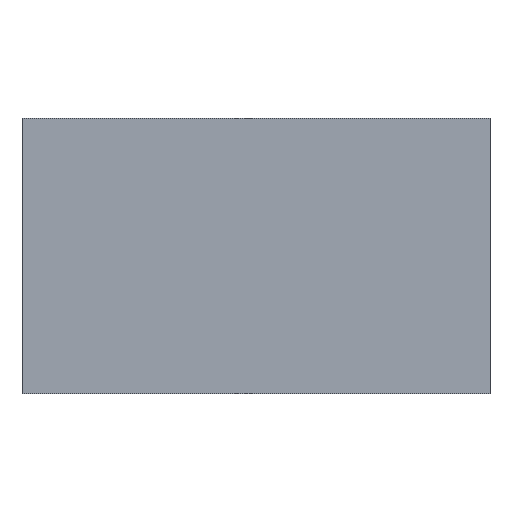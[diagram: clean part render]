
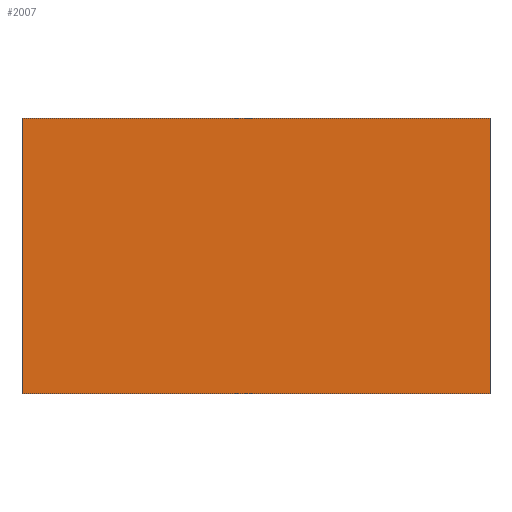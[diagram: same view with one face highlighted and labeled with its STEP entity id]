
A CAD part, top view. The second image highlights one B-rep face of the part: STEP entity #2007.
In plain terms, the highlighted planar face has unit normal (0, 0, 1).
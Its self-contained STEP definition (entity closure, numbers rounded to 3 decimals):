
#61 = VERTEX_POINT ( 'NONE', #3309 ) ;
#66 = VERTEX_POINT ( 'NONE', #389 ) ;
#118 = LINE ( 'NONE', #3555, #1015 ) ;
#296 = ORIENTED_EDGE ( 'NONE', *, *, #4680, .F. ) ;
#332 = DIRECTION ( 'NONE',  ( 0., 0., -1. ) ) ;
#389 = CARTESIAN_POINT ( 'NONE',  ( 0., 0., 0. ) ) ;
#633 = CARTESIAN_POINT ( 'NONE',  ( 0., 0., 0. ) ) ;
#659 = CARTESIAN_POINT ( 'NONE',  ( 0., 130., 0. ) ) ;
#829 = VERTEX_POINT ( 'NONE', #3835 ) ;
#1015 = VECTOR ( 'NONE', #4732, 1000. ) ;
#1171 = ORIENTED_EDGE ( 'NONE', *, *, #3008, .T. ) ;
#1542 = FACE_OUTER_BOUND ( 'NONE', #5101, .T. ) ;
#1598 = DIRECTION ( 'NONE',  ( 1., 0., 0. ) ) ;
#1894 = DIRECTION ( 'NONE',  ( -1., 0., 0. ) ) ;
#1900 = VECTOR ( 'NONE', #1598, 1000. ) ;
#2007 = ADVANCED_FACE ( 'NONE', ( #1542 ), #2768, .F. ) ;
#2053 = VECTOR ( 'NONE', #3068, 1000. ) ;
#2469 = ORIENTED_EDGE ( 'NONE', *, *, #3071, .F. ) ;
#2630 = LINE ( 'NONE', #633, #2760 ) ;
#2760 = VECTOR ( 'NONE', #3441, 1000. ) ;
#2768 = PLANE ( 'NONE',  #4139 ) ;
#2825 = LINE ( 'NONE', #5331, #1900 ) ;
#3008 = EDGE_CURVE ( 'NONE', #4756, #66, #4795, .T. ) ;
#3048 = EDGE_CURVE ( 'NONE', #66, #829, #2630, .T. ) ;
#3068 = DIRECTION ( 'NONE',  ( 0., -1., 0. ) ) ;
#3071 = EDGE_CURVE ( 'NONE', #61, #829, #118, .T. ) ;
#3309 = CARTESIAN_POINT ( 'NONE',  ( 221., 130., 0. ) ) ;
#3441 = DIRECTION ( 'NONE',  ( 1., 0., 0. ) ) ;
#3555 = CARTESIAN_POINT ( 'NONE',  ( 221., 130., 0. ) ) ;
#3835 = CARTESIAN_POINT ( 'NONE',  ( 221., 0., 0. ) ) ;
#3892 = ORIENTED_EDGE ( 'NONE', *, *, #3048, .T. ) ;
#4139 = AXIS2_PLACEMENT_3D ( 'NONE', #659, #332, #1894 ) ;
#4680 = EDGE_CURVE ( 'NONE', #4756, #61, #2825, .T. ) ;
#4732 = DIRECTION ( 'NONE',  ( 0., -1., 0. ) ) ;
#4756 = VERTEX_POINT ( 'NONE', #5165 ) ;
#4795 = LINE ( 'NONE', #4821, #2053 ) ;
#4821 = CARTESIAN_POINT ( 'NONE',  ( 0., 130., 0. ) ) ;
#5101 = EDGE_LOOP ( 'NONE', ( #3892, #2469, #296, #1171 ) ) ;
#5165 = CARTESIAN_POINT ( 'NONE',  ( 0., 130., 0. ) ) ;
#5331 = CARTESIAN_POINT ( 'NONE',  ( 0., 130., 0. ) ) ;
